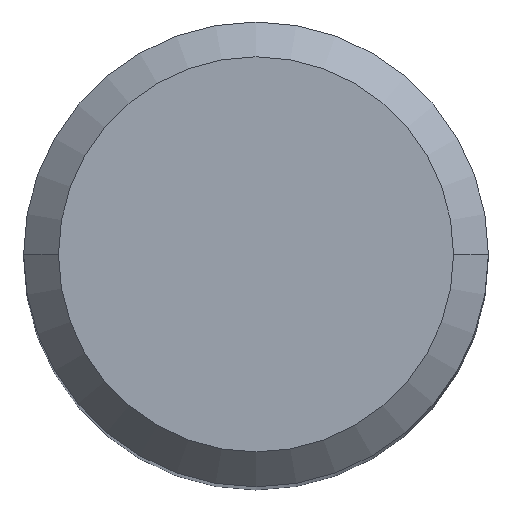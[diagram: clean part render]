
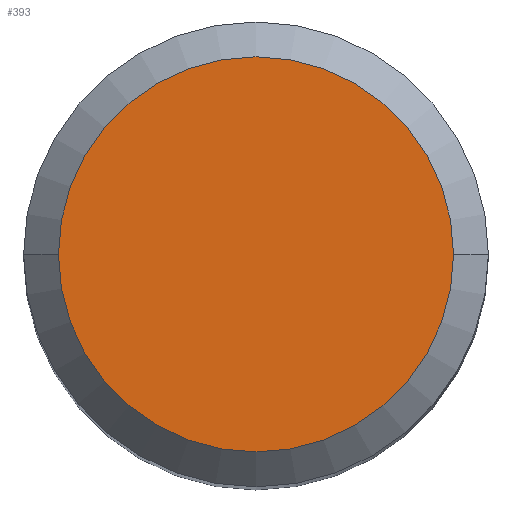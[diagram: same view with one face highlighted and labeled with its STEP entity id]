
A CAD part, top view. The second image highlights one B-rep face of the part: STEP entity #393.
In plain terms, the highlighted planar face has unit normal (0, 0, 1).
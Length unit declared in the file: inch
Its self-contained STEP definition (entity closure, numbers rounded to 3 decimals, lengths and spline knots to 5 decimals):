
#26 = CARTESIAN_POINT ( 'NONE',  ( -0.16732, 0., 0. ) ) ;
#54 = CARTESIAN_POINT ( 'NONE',  ( 0.16732, 0., 0. ) ) ;
#58 = EDGE_LOOP ( 'NONE', ( #272, #132 ) ) ;
#67 = CARTESIAN_POINT ( 'NONE',  ( 0., 0., 0. ) ) ;
#84 = VERTEX_POINT ( 'NONE', #54 ) ;
#132 = ORIENTED_EDGE ( 'NONE', *, *, #209, .T. ) ;
#133 = FACE_OUTER_BOUND ( 'NONE', #58, .T. ) ;
#140 = DIRECTION ( 'NONE',  ( 0., 0., 1. ) ) ;
#209 = EDGE_CURVE ( 'NONE', #84, #455, #385, .T. ) ;
#212 = DIRECTION ( 'NONE',  ( 0., 0., -1. ) ) ;
#235 = AXIS2_PLACEMENT_3D ( 'NONE', #315, #257, #328 ) ;
#257 = DIRECTION ( 'NONE',  ( 0., 0., 1. ) ) ;
#272 = ORIENTED_EDGE ( 'NONE', *, *, #472, .T. ) ;
#296 = PLANE ( 'NONE',  #312 ) ;
#312 = AXIS2_PLACEMENT_3D ( 'NONE', #467, #212, #329 ) ;
#315 = CARTESIAN_POINT ( 'NONE',  ( 0., 0., 0. ) ) ;
#328 = DIRECTION ( 'NONE',  ( 1., 0., 0. ) ) ;
#329 = DIRECTION ( 'NONE',  ( -1., 0., 0. ) ) ;
#332 = DIRECTION ( 'NONE',  ( 1., 0., 0. ) ) ;
#352 = AXIS2_PLACEMENT_3D ( 'NONE', #67, #140, #332 ) ;
#385 = CIRCLE ( 'NONE', #235, 0.16732 ) ;
#386 = CIRCLE ( 'NONE', #352, 0.16732 ) ;
#393 = ADVANCED_FACE ( 'NONE', ( #133 ), #296, .F. ) ;
#455 = VERTEX_POINT ( 'NONE', #26 ) ;
#467 = CARTESIAN_POINT ( 'NONE',  ( 0., 0., 0. ) ) ;
#472 = EDGE_CURVE ( 'NONE', #455, #84, #386, .T. ) ;
